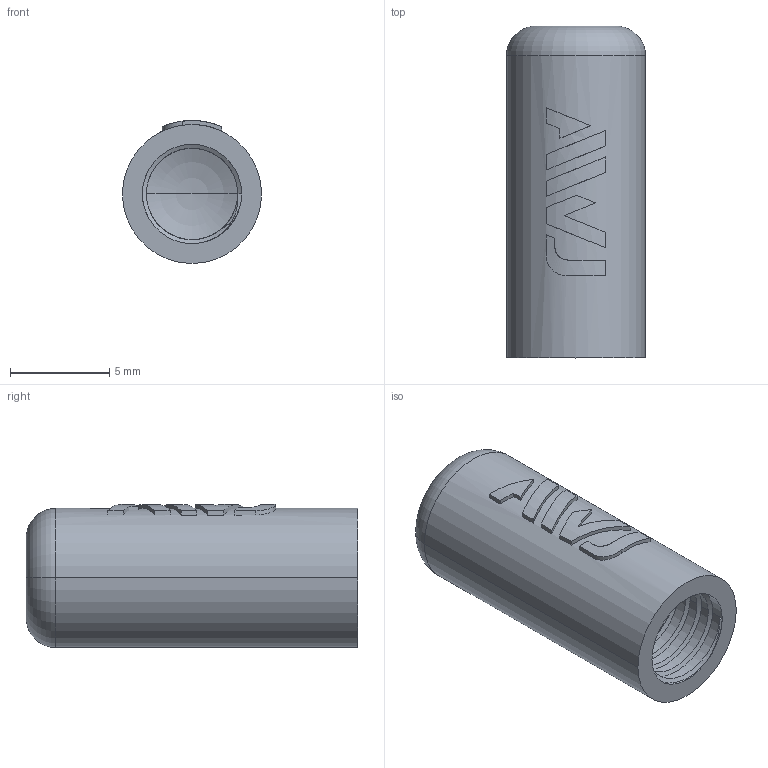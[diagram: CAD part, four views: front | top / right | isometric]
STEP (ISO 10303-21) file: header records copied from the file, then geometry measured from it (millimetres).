
FILE_DESCRIPTION(('STEP AP203'),'1');
FILE_NAME('M5.step','2023-04-10T10:37:23',(' '),(' '),'Spatial InterOp 3D',' ',' ');
FILE_SCHEMA(('CONFIG_CONTROL_DESIGN'));
Length unit declared in the file: millimetre
Products named in the file (1): 1
Bounding box: 7 x 16.7 x 7.2 mm (x, y, z)
Volume: 342.6 mm3; surface area: 869.8 mm2
Topology: 2 solids, 2 shells, 83 faces, 215 edges, 140 vertices
Faces by surface type: plane 64, cylinder 9, torus 6, bspline 3, extrusion 1
Entity records: 4981 total; most frequent: CARTESIAN_POINT 2835, DIRECTION 476, ORIENTED_EDGE 426, EDGE_CURVE 213, AXIS2_PLACEMENT_3D 195, VERTEX_POINT 140, ELLIPSE 92, EDGE_LOOP 89
